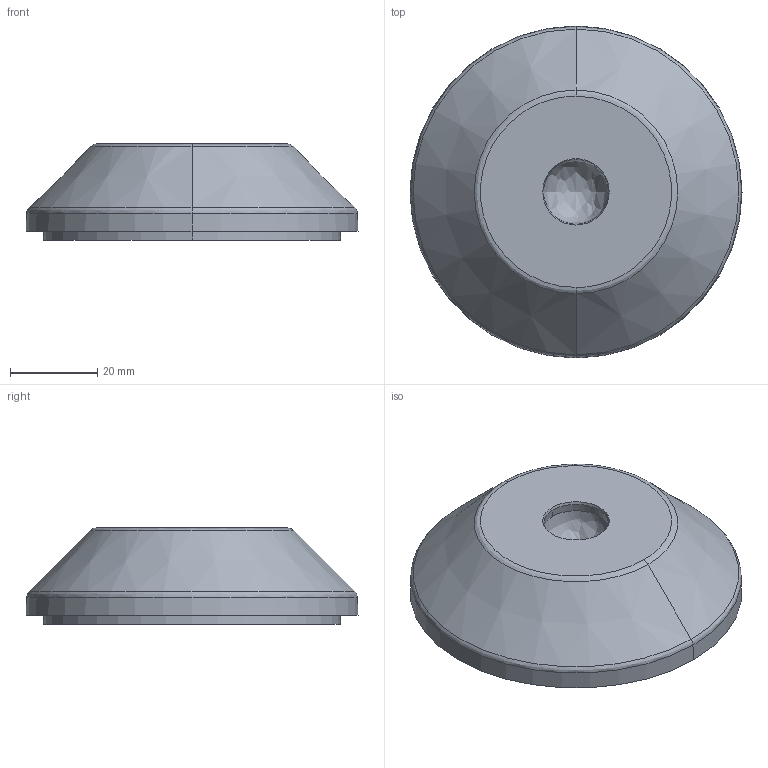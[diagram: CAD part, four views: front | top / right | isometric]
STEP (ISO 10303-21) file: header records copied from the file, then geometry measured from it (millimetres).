
FILE_DESCRIPTION (( 'STEP AP203' ), '1' );
FILE_NAME ('203600203_c_1.STEP', '2023-02-26T22:28:20', ( '' ), ( '' ), 'SwSTEP 2.0', 'SolidWorks 2014', '' );
FILE_SCHEMA (( 'CONFIG_CONTROL_DESIGN' ));
Length unit declared in the file: millimetre
Products named in the file (1): 203600203_c_1
Bounding box: 76 x 76 x 22 mm (x, y, z)
Volume: 71796.5 mm3; surface area: 14237.6 mm2
Topology: 1 solids, 1 shells, 21 faces, 46 edges, 28 vertices
Faces by surface type: cone 8, bspline 5, cylinder 4, plane 4
Entity records: 708 total; most frequent: CARTESIAN_POINT 175, DIRECTION 106, ORIENTED_EDGE 88, AXIS2_PLACEMENT_3D 47, EDGE_CURVE 44, CIRCLE 30, VERTEX_POINT 28, EDGE_LOOP 24
